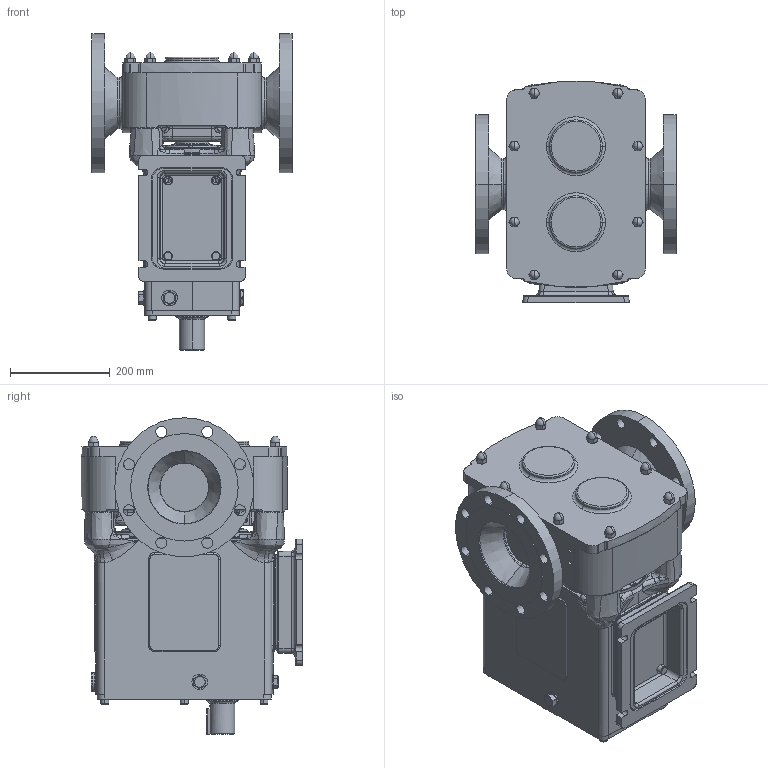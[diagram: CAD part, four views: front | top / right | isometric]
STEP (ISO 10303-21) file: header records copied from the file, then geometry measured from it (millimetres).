
FILE_DESCRIPTION (( 'STEP AP214' ), '1' );
FILE_NAME ('GA4521.STEP', '2024-11-06T21:51:46', ( '' ), ( '' ), 'SwSTEP 2.0', 'SolidWorks 2023', '' );
FILE_SCHEMA (( 'AUTOMOTIVE_DESIGN' ));
Length unit declared in the file: millimetre
Products named in the file (3): Copy of R2600 CPP H BSD^GA4521; Copy of RA94-5301-67^GA4521; GA4521
Assembly tree (3 placements, depth 2):
  GA4521
    Copy of R2600 CPP H BSD^GA4521
    Copy of RA94-5301-67^GA4521  x2
Bounding box: 405 x 444.75 x 635.7 mm (x, y, z)
Volume: 43390434.8 mm3; surface area: 1477303.3 mm2
Topology: 3 solids, 3 shells, 1608 faces, 3893 edges, 2315 vertices
Faces by surface type: plane 449, cylinder 440, bspline 335, cone 223, torus 104, sphere 57
Entity records: 61311 total; most frequent: CARTESIAN_POINT 27482, ORIENTED_EDGE 7458, DIRECTION 6632, EDGE_CURVE 3729, AXIS2_PLACEMENT_3D 2701, VERTEX_POINT 2257, EDGE_LOOP 1716, ADVANCED_FACE 1570
